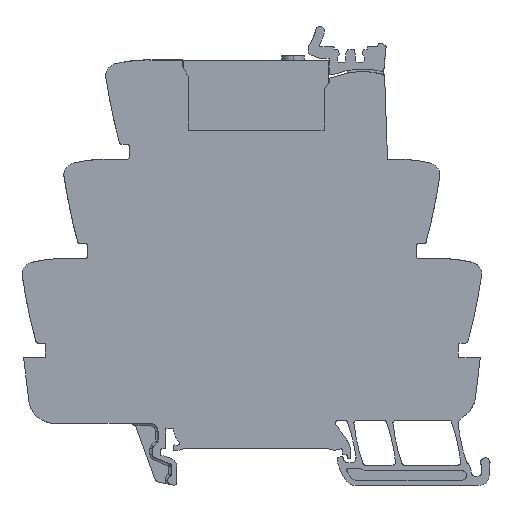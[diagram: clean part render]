
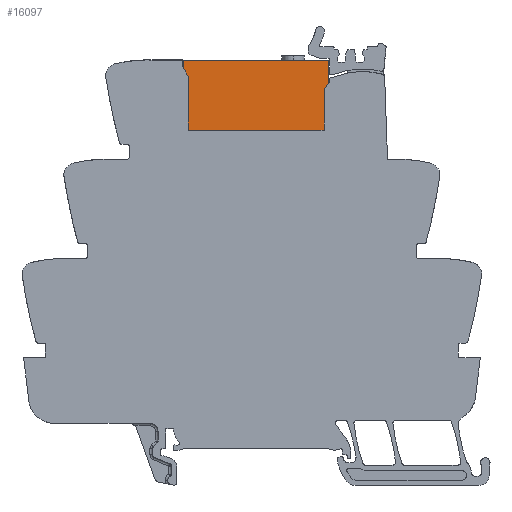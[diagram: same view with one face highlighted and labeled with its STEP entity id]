
A CAD part, left-side view. The second image highlights one B-rep face of the part: STEP entity #16097.
In plain terms, the highlighted planar face has unit normal (-1, 0, 0).
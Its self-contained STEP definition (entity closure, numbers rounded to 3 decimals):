
#16070=AXIS2_PLACEMENT_3D('Plane Axis2P3D',#16067,#16068,#16069) ;
#16024=CARTESIAN_POINT('Line Origine',(0.6,58.66,73.9)) ;
#16028=CARTESIAN_POINT('Vertex',(0.6,58.66,81.4)) ;
#16030=CARTESIAN_POINT('Vertex',(0.6,58.66,66.4)) ;
#16067=CARTESIAN_POINT('Axis2P3D Location',(0.6,44.76,66.4)) ;
#16072=CARTESIAN_POINT('Line Origine',(0.6,30.86,73.9)) ;
#16076=CARTESIAN_POINT('Vertex',(0.6,30.86,81.4)) ;
#16078=CARTESIAN_POINT('Vertex',(0.6,30.86,66.4)) ;
#16081=CARTESIAN_POINT('Line Origine',(0.6,44.76,81.4)) ;
#16086=CARTESIAN_POINT('Line Origine',(0.6,44.76,66.4)) ;
#16025=DIRECTION('Vector Direction',(0.,0.,-1.)) ;
#16068=DIRECTION('Axis2P3D Direction',(1.,0.,0.)) ;
#16069=DIRECTION('Axis2P3D XDirection',(0.,1.,0.)) ;
#16073=DIRECTION('Vector Direction',(0.,0.,-1.)) ;
#16082=DIRECTION('Vector Direction',(0.,-1.,0.)) ;
#16087=DIRECTION('Vector Direction',(0.,1.,0.)) ;
#16026=VECTOR('Line Direction',#16025,1.) ;
#16074=VECTOR('Line Direction',#16073,1.) ;
#16083=VECTOR('Line Direction',#16082,1.) ;
#16088=VECTOR('Line Direction',#16087,1.) ;
#16092=ORIENTED_EDGE('',*,*,#16080,.F.) ;
#16093=ORIENTED_EDGE('',*,*,#16085,.F.) ;
#16094=ORIENTED_EDGE('',*,*,#16032,.T.) ;
#16095=ORIENTED_EDGE('',*,*,#16090,.T.) ;
#16097=ADVANCED_FACE('RSS-RELAIS',(#16096),#16071,.F.) ;
#16032=EDGE_CURVE('',#16029,#16031,#16027,.T.) ;
#16080=EDGE_CURVE('',#16077,#16079,#16075,.T.) ;
#16085=EDGE_CURVE('',#16029,#16077,#16084,.T.) ;
#16090=EDGE_CURVE('',#16031,#16079,#16089,.F.) ;
#16091=EDGE_LOOP('',(#16092,#16093,#16094,#16095)) ;
#16096=FACE_OUTER_BOUND('',#16091,.T.) ;
#16027=LINE('Line',#16024,#16026) ;
#16075=LINE('Line',#16072,#16074) ;
#16084=LINE('Line',#16081,#16083) ;
#16089=LINE('Line',#16086,#16088) ;
#16071=PLANE('',#16070) ;
#16029=VERTEX_POINT('',#16028) ;
#16031=VERTEX_POINT('',#16030) ;
#16077=VERTEX_POINT('',#16076) ;
#16079=VERTEX_POINT('',#16078) ;
